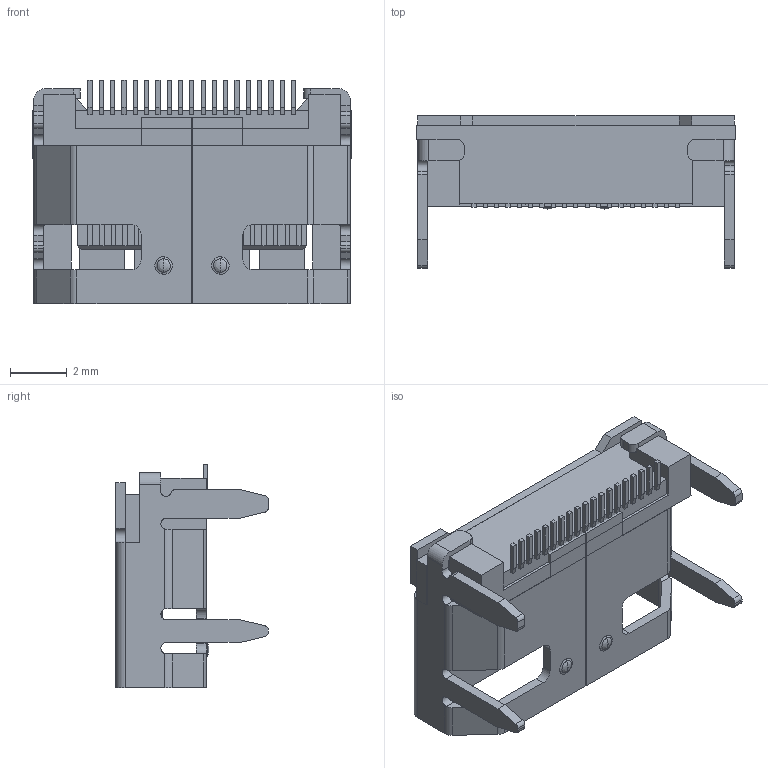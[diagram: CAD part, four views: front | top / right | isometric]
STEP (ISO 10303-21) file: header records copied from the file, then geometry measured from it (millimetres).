
FILE_DESCRIPTION (( 'STEP AP214' ), '1' );
FILE_NAME ('685119136923.STEP', '2021-12-27T11:52:32', ( '' ), ( '' ), 'SwSTEP 2.0', 'SolidWorks 2018', '' );
FILE_SCHEMA (( 'AUTOMOTIVE_DESIGN' ));
Length unit declared in the file: millimetre
Products named in the file (2): 685119136923
Bounding box: 11.26 x 5.4 x 7.9 mm (x, y, z)
Volume: 123.2 mm3; surface area: 596.6 mm2
Topology: 40 solids, 40 shells, 576 faces, 1439 edges, 944 vertices
Faces by surface type: plane 484, cylinder 74, bspline 16, torus 2
Entity records: 19905 total; most frequent: CARTESIAN_POINT 4352, ORIENTED_EDGE 2878, DIRECTION 2669, EDGE_CURVE 1439, LINE 1219, VECTOR 1219, VERTEX_POINT 944, AXIS2_PLACEMENT_3D 725
